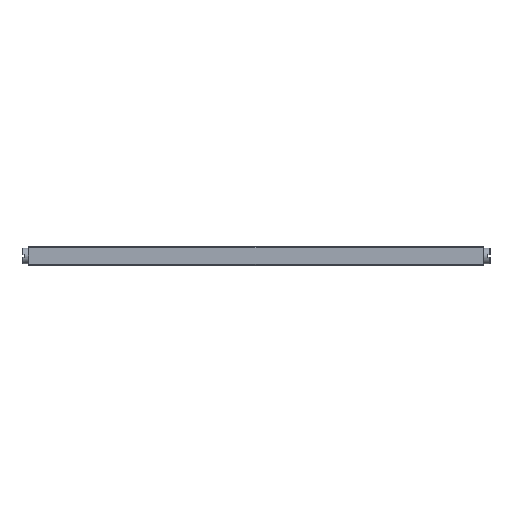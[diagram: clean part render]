
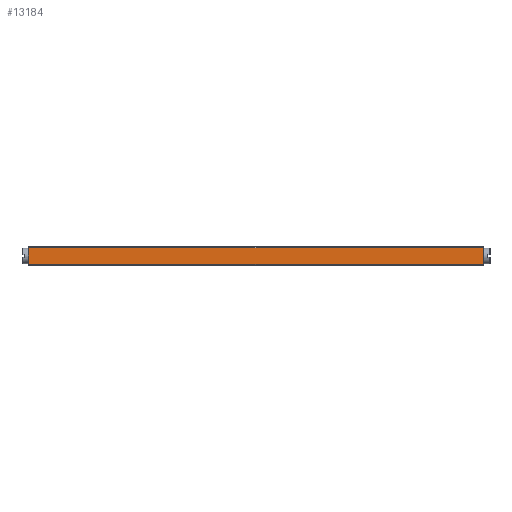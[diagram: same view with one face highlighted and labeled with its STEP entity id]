
A CAD part, front view. The second image highlights one B-rep face of the part: STEP entity #13184.
In plain terms, the highlighted planar face has unit normal (0, -1, 0).
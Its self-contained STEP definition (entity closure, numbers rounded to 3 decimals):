
#10231=FACE_OUTER_BOUND('',#21766,.T.);
#13184=ADVANCED_FACE('',(#10231),#16604,.T.);
#16604=PLANE('',#68563);
#21766=EDGE_LOOP('',(#26901,#26902,#26903,#26904));
#26901=ORIENTED_EDGE('',*,*,#49285,.T.);
#26902=ORIENTED_EDGE('',*,*,#49286,.T.);
#26903=ORIENTED_EDGE('',*,*,#49287,.T.);
#26904=ORIENTED_EDGE('',*,*,#49288,.T.);
#43669=VERTEX_POINT('',#90119);
#43670=VERTEX_POINT('',#90120);
#43671=VERTEX_POINT('',#90122);
#43672=VERTEX_POINT('',#90124);
#49285=EDGE_CURVE('',#43669,#43670,#57583,.T.);
#49286=EDGE_CURVE('',#43670,#43671,#57584,.T.);
#49287=EDGE_CURVE('',#43671,#43672,#57585,.T.);
#49288=EDGE_CURVE('',#43672,#43669,#57586,.T.);
#57583=LINE('',#90118,#63151);
#57584=LINE('',#90121,#63152);
#57585=LINE('',#90123,#63153);
#57586=LINE('',#90125,#63154);
#63151=VECTOR('',#73830,1.);
#63152=VECTOR('',#73831,1.);
#63153=VECTOR('',#73832,1.);
#63154=VECTOR('',#73833,1.);
#68563=AXIS2_PLACEMENT_3D('',#90126,#73834,#73835);
#73830=DIRECTION('',(-1.,0.,0.));
#73831=DIRECTION('',(0.,0.,-1.));
#73832=DIRECTION('',(1.,0.,0.));
#73833=DIRECTION('',(0.,0.,1.));
#73834=DIRECTION('',(0.,-1.,0.));
#73835=DIRECTION('',(0.,0.,-1.));
#90118=CARTESIAN_POINT('',(75.,-3.95,5.65));
#90119=CARTESIAN_POINT('',(149.725,-3.95,5.65));
#90120=CARTESIAN_POINT('',(0.275,-3.95,5.65));
#90121=CARTESIAN_POINT('',(0.275,-3.95,-0.05));
#90122=CARTESIAN_POINT('',(0.275,-3.95,0.25));
#90123=CARTESIAN_POINT('',(75.,-3.95,0.25));
#90124=CARTESIAN_POINT('',(149.725,-3.95,0.25));
#90125=CARTESIAN_POINT('',(149.725,-3.95,-0.05));
#90126=CARTESIAN_POINT('',(75.,-3.95,-0.05));
